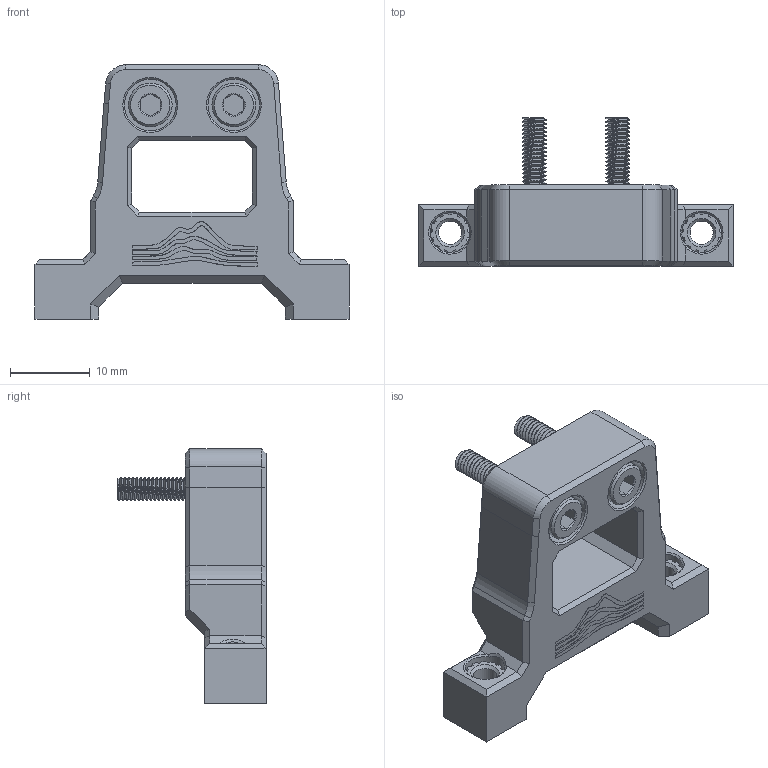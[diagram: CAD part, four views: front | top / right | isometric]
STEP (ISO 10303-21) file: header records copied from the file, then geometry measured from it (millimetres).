
FILE_DESCRIPTION(/* description */ (''),/* implementation_level */ '2;1');
FILE_NAME(/* name */ 'Cartographer Mount Rev 2.step',/* time_stamp */ '2024-03-03T18:18:31+01:00',/* author */ (''),/* organization */ (''),/* preprocessor_version */ 'ST-DEVELOPER v20',/* originating_system */ 'Autodesk Translation Framework v12.20.1.177',/* authorisation */ '');
FILE_SCHEMA (('AUTOMOTIVE_DESIGN { 1 0 10303 214 3 1 1 }'));
Length unit declared in the file: millimetre
Products named in the file (5): Cartographer Mount Rev 2; M3 Threaded Insert v1 (3) (1); M3 Threaded Insert v1 (2) (1); Cartologo_multicollor_insert; M3x16 SHCS (4) (2)
Assembly tree (5 placements, depth 2):
  Cartographer Mount Rev 2
    M3 Threaded Insert v1 (3) (1)
    M3 Threaded Insert v1 (2) (1)
    Cartologo_multicollor_insert
    M3x16 SHCS (4) (2)  x2
Bounding box: 39.46 x 18.6 x 31.97 mm (x, y, z)
Volume: 5580.4 mm3; surface area: 4449.4 mm2
Topology: 9 solids, 9 shells, 691 faces, 1883 edges, 1228 vertices
Faces by surface type: bspline 256, cylinder 206, plane 189, cone 40
Full cylindrical faces by diameter (mm): 2.35 x62, 2.9 x2, 3 x62, 3.4 x2, 3.6 x2, 4.2 x2, 4.25 x2, 4.6 x2, 5 x2, 5.5 x2, 6.5 x2
Entity records: 28646 total; most frequent: CARTESIAN_POINT 15844, ORIENTED_EDGE 3280, DIRECTION 1680, EDGE_CURVE 1640, VERTEX_POINT 1069, B_SPLINE_CURVE_WITH_KNOTS 671, EDGE_LOOP 633, FACE_OUTER_BOUND 603
